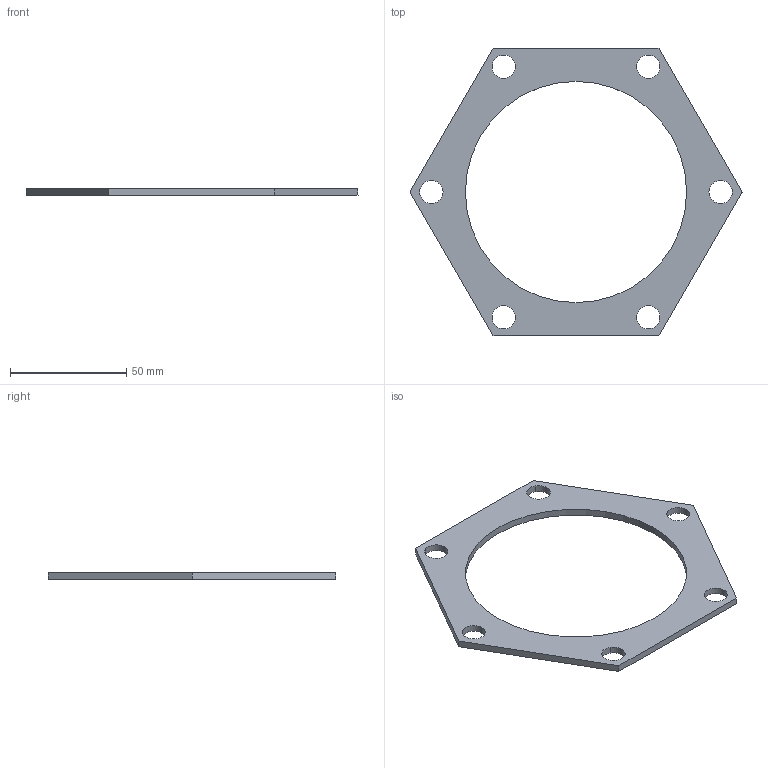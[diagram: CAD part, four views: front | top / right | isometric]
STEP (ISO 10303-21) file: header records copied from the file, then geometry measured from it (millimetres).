
FILE_DESCRIPTION(('CoCreate Modeling STEP Export'),'2;1');
FILE_NAME('m45.stp','2011-05-24T12:26:33',(''),(''),'CoCreate Modeling STEP processor for AP214 (Solid Model)','CoCreate Modeling 18.0P1120 20-Nov-2010 (C) Parametric Technology GmbH','');
FILE_SCHEMA(('AUTOMOTIVE_DESIGN { 1 0 10303 214 1 1 1 1 }'));
Length unit declared in the file: millimetre
Products named in the file (1): BODY_11____SOL118_-_WSP_ACCOUPL.PRT
Bounding box: 142.61 x 123.5 x 3 mm (x, y, z)
Volume: 16948.1 mm3; surface area: 14043 mm2
Topology: 1 solids, 1 shells, 22 faces, 62 edges, 42 vertices
Faces by surface type: cylinder 14, plane 8
Entity records: 702 total; most frequent: ORIENTED_EDGE 124, CARTESIAN_POINT 111, DIRECTION 106, EDGE_CURVE 62, VERTEX_POINT 42, AXIS2_PLACEMENT_3D 37, EDGE_LOOP 36, VECTOR 32
